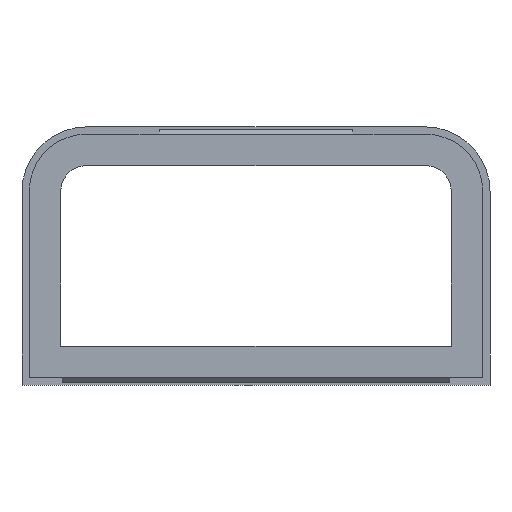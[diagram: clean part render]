
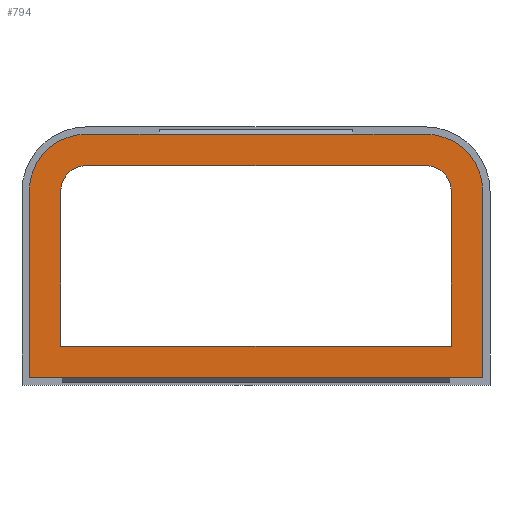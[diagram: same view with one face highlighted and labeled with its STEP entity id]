
A CAD part, front view. The second image highlights one B-rep face of the part: STEP entity #794.
In plain terms, the highlighted planar face has unit normal (0, -1, 0).
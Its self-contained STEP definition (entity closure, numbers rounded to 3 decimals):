
#11 = CARTESIAN_POINT ( 'NONE',  ( 7.5, -6.7, -37.75 ) ) ;
#18 = CARTESIAN_POINT ( 'NONE',  ( 60., -6.7, -37.75 ) ) ;
#36 = DIRECTION ( 'NONE',  ( 1., 0., 0. ) ) ;
#42 = PLANE ( 'NONE',  #363 ) ;
#54 = ORIENTED_EDGE ( 'NONE', *, *, #157, .F. ) ;
#63 = VECTOR ( 'NONE', #1413, 1000. ) ;
#102 = EDGE_CURVE ( 'NONE', #324, #394, #596, .T. ) ;
#112 = VECTOR ( 'NONE', #193, 1000. ) ;
#118 = DIRECTION ( 'NONE',  ( 0., 1., 0. ) ) ;
#128 = VERTEX_POINT ( 'NONE', #1313 ) ;
#133 = LINE ( 'NONE', #741, #846 ) ;
#135 = LINE ( 'NONE', #900, #967 ) ;
#137 = EDGE_LOOP ( 'NONE', ( #797, #1608, #475, #1237, #1341, #956 ) ) ;
#157 = EDGE_CURVE ( 'NONE', #128, #1166, #781, .T. ) ;
#168 = VECTOR ( 'NONE', #1052, 1000. ) ;
#178 = EDGE_CURVE ( 'NONE', #889, #1499, #1460, .T. ) ;
#182 = DIRECTION ( 'NONE',  ( 0., 0., -1. ) ) ;
#193 = DIRECTION ( 'NONE',  ( 0., 0., -1. ) ) ;
#225 = DIRECTION ( 'NONE',  ( 0., 0., -1. ) ) ;
#234 = EDGE_CURVE ( 'NONE', #394, #563, #291, .T. ) ;
#246 = CARTESIAN_POINT ( 'NONE',  ( 52.5, -6.7, 28. ) ) ;
#249 = CARTESIAN_POINT ( 'NONE',  ( 70.25, -6.7, -37.75 ) ) ;
#267 = VERTEX_POINT ( 'NONE', #1189 ) ;
#291 = LINE ( 'NONE', #1060, #1597 ) ;
#324 = VERTEX_POINT ( 'NONE', #592 ) ;
#326 = DIRECTION ( 'NONE',  ( -1., 0., 0. ) ) ;
#363 = AXIS2_PLACEMENT_3D ( 'NONE', #1172, #699, #809 ) ;
#372 = ORIENTED_EDGE ( 'NONE', *, *, #1525, .F. ) ;
#375 = CARTESIAN_POINT ( 'NONE',  ( -52.5, -6.7, 20. ) ) ;
#380 = CARTESIAN_POINT ( 'NONE',  ( -70.25, -6.7, 20. ) ) ;
#394 = VERTEX_POINT ( 'NONE', #249 ) ;
#414 = CARTESIAN_POINT ( 'NONE',  ( -60.5, -6.7, 20. ) ) ;
#426 = AXIS2_PLACEMENT_3D ( 'NONE', #375, #1232, #225 ) ;
#456 = EDGE_CURVE ( 'NONE', #1407, #324, #535, .T. ) ;
#475 = ORIENTED_EDGE ( 'NONE', *, *, #490, .F. ) ;
#480 = CARTESIAN_POINT ( 'NONE',  ( -60., -6.7, -37.75 ) ) ;
#482 = LINE ( 'NONE', #414, #63 ) ;
#490 = EDGE_CURVE ( 'NONE', #1025, #1595, #1292, .T. ) ;
#494 = EDGE_CURVE ( 'NONE', #817, #267, #133, .T. ) ;
#511 = CARTESIAN_POINT ( 'NONE',  ( -70.25, -6.7, -37.75 ) ) ;
#523 = VERTEX_POINT ( 'NONE', #1011 ) ;
#524 = CARTESIAN_POINT ( 'NONE',  ( -30., -6.7, 37.75 ) ) ;
#535 = CIRCLE ( 'NONE', #1192, 17.75 ) ;
#561 = EDGE_CURVE ( 'NONE', #1595, #889, #1414, .T. ) ;
#563 = VERTEX_POINT ( 'NONE', #18 ) ;
#568 = DIRECTION ( 'NONE',  ( 0., 0., 1. ) ) ;
#572 = EDGE_CURVE ( 'NONE', #563, #1567, #1036, .T. ) ;
#592 = CARTESIAN_POINT ( 'NONE',  ( 70.25, -6.7, 20. ) ) ;
#596 = LINE ( 'NONE', #947, #112 ) ;
#602 = FACE_OUTER_BOUND ( 'NONE', #1045, .T. ) ;
#614 = VECTOR ( 'NONE', #892, 1000. ) ;
#625 = CARTESIAN_POINT ( 'NONE',  ( -52.5, -6.7, 37.75 ) ) ;
#631 = VECTOR ( 'NONE', #1243, 1000. ) ;
#646 = VECTOR ( 'NONE', #568, 1000. ) ;
#656 = EDGE_CURVE ( 'NONE', #1499, #897, #884, .T. ) ;
#699 = DIRECTION ( 'NONE',  ( 0., 1., 0. ) ) ;
#712 = VECTOR ( 'NONE', #1253, 1000. ) ;
#719 = CARTESIAN_POINT ( 'NONE',  ( 60.5, -6.7, -28. ) ) ;
#726 = CARTESIAN_POINT ( 'NONE',  ( -60.5, -6.7, -28. ) ) ;
#741 = CARTESIAN_POINT ( 'NONE',  ( 7.5, -6.7, 37.75 ) ) ;
#748 = CARTESIAN_POINT ( 'NONE',  ( -60.5, -6.7, -28. ) ) ;
#767 = DIRECTION ( 'NONE',  ( 0., 0., 1. ) ) ;
#781 = LINE ( 'NONE', #819, #646 ) ;
#784 = LINE ( 'NONE', #511, #614 ) ;
#785 = EDGE_CURVE ( 'NONE', #817, #1407, #135, .T. ) ;
#794 = ADVANCED_FACE ( 'NONE', ( #602, #1216 ), #42, .F. ) ;
#797 = ORIENTED_EDGE ( 'NONE', *, *, #178, .F. ) ;
#809 = DIRECTION ( 'NONE',  ( 0., 0., 1. ) ) ;
#817 = VERTEX_POINT ( 'NONE', #1454 ) ;
#819 = CARTESIAN_POINT ( 'NONE',  ( -70.25, -6.7, 20. ) ) ;
#825 = CARTESIAN_POINT ( 'NONE',  ( -52.5, -6.7, 20. ) ) ;
#837 = CARTESIAN_POINT ( 'NONE',  ( -52.5, -6.7, 28. ) ) ;
#846 = VECTOR ( 'NONE', #870, 1000. ) ;
#862 = ORIENTED_EDGE ( 'NONE', *, *, #102, .F. ) ;
#870 = DIRECTION ( 'NONE',  ( -1., 0., 0. ) ) ;
#884 = LINE ( 'NONE', #246, #168 ) ;
#889 = VERTEX_POINT ( 'NONE', #1321 ) ;
#892 = DIRECTION ( 'NONE',  ( -1., 0., 0. ) ) ;
#897 = VERTEX_POINT ( 'NONE', #837 ) ;
#900 = CARTESIAN_POINT ( 'NONE',  ( 52.5, -6.7, 37.75 ) ) ;
#947 = CARTESIAN_POINT ( 'NONE',  ( 70.25, -6.7, -37.75 ) ) ;
#956 = ORIENTED_EDGE ( 'NONE', *, *, #656, .F. ) ;
#967 = VECTOR ( 'NONE', #36, 1000. ) ;
#994 = AXIS2_PLACEMENT_3D ( 'NONE', #1448, #1574, #182 ) ;
#1011 = CARTESIAN_POINT ( 'NONE',  ( -60.5, -6.7, 20. ) ) ;
#1014 = ORIENTED_EDGE ( 'NONE', *, *, #572, .F. ) ;
#1025 = VERTEX_POINT ( 'NONE', #726 ) ;
#1028 = DIRECTION ( 'NONE',  ( -1., 0., 0. ) ) ;
#1036 = LINE ( 'NONE', #11, #1505 ) ;
#1045 = EDGE_LOOP ( 'NONE', ( #1014, #1342, #862, #1328, #1353, #1420, #1457, #372, #54, #1218 ) ) ;
#1046 = CARTESIAN_POINT ( 'NONE',  ( 52.5, -6.7, 37.75 ) ) ;
#1052 = DIRECTION ( 'NONE',  ( -1., 0., 0. ) ) ;
#1058 = CARTESIAN_POINT ( 'NONE',  ( 52.5, -6.7, 28. ) ) ;
#1060 = CARTESIAN_POINT ( 'NONE',  ( 7.5, -6.7, -37.75 ) ) ;
#1075 = VERTEX_POINT ( 'NONE', #625 ) ;
#1112 = EDGE_CURVE ( 'NONE', #897, #523, #1233, .T. ) ;
#1166 = VERTEX_POINT ( 'NONE', #380 ) ;
#1172 = CARTESIAN_POINT ( 'NONE',  ( 7.5, -6.7, -31. ) ) ;
#1189 = CARTESIAN_POINT ( 'NONE',  ( -30., -6.7, 37.75 ) ) ;
#1192 = AXIS2_PLACEMENT_3D ( 'NONE', #1633, #118, #1231 ) ;
#1216 = FACE_BOUND ( 'NONE', #137, .T. ) ;
#1218 = ORIENTED_EDGE ( 'NONE', *, *, #1221, .F. ) ;
#1221 = EDGE_CURVE ( 'NONE', #1567, #128, #784, .T. ) ;
#1231 = DIRECTION ( 'NONE',  ( 0., 0., 1. ) ) ;
#1232 = DIRECTION ( 'NONE',  ( 0., -1., 0. ) ) ;
#1233 = CIRCLE ( 'NONE', #426, 8. ) ;
#1237 = ORIENTED_EDGE ( 'NONE', *, *, #1412, .F. ) ;
#1241 = EDGE_CURVE ( 'NONE', #1075, #267, #1379, .T. ) ;
#1243 = DIRECTION ( 'NONE',  ( 1., 0., 0. ) ) ;
#1250 = VECTOR ( 'NONE', #767, 1000. ) ;
#1253 = DIRECTION ( 'NONE',  ( 1., 0., 0. ) ) ;
#1292 = LINE ( 'NONE', #748, #631 ) ;
#1313 = CARTESIAN_POINT ( 'NONE',  ( -70.25, -6.7, -37.75 ) ) ;
#1321 = CARTESIAN_POINT ( 'NONE',  ( 60.5, -6.7, 20. ) ) ;
#1328 = ORIENTED_EDGE ( 'NONE', *, *, #456, .F. ) ;
#1341 = ORIENTED_EDGE ( 'NONE', *, *, #1112, .F. ) ;
#1342 = ORIENTED_EDGE ( 'NONE', *, *, #234, .F. ) ;
#1353 = ORIENTED_EDGE ( 'NONE', *, *, #785, .F. ) ;
#1379 = LINE ( 'NONE', #524, #712 ) ;
#1387 = CARTESIAN_POINT ( 'NONE',  ( 60.5, -6.7, -28. ) ) ;
#1407 = VERTEX_POINT ( 'NONE', #1046 ) ;
#1412 = EDGE_CURVE ( 'NONE', #523, #1025, #482, .T. ) ;
#1413 = DIRECTION ( 'NONE',  ( 0., 0., -1. ) ) ;
#1414 = LINE ( 'NONE', #1387, #1250 ) ;
#1420 = ORIENTED_EDGE ( 'NONE', *, *, #494, .T. ) ;
#1448 = CARTESIAN_POINT ( 'NONE',  ( 52.5, -6.7, 20. ) ) ;
#1454 = CARTESIAN_POINT ( 'NONE',  ( 30., -6.7, 37.75 ) ) ;
#1457 = ORIENTED_EDGE ( 'NONE', *, *, #1241, .F. ) ;
#1458 = DIRECTION ( 'NONE',  ( 0., 1., 0. ) ) ;
#1460 = CIRCLE ( 'NONE', #994, 8. ) ;
#1489 = CIRCLE ( 'NONE', #1628, 17.75 ) ;
#1499 = VERTEX_POINT ( 'NONE', #1058 ) ;
#1505 = VECTOR ( 'NONE', #1028, 1000. ) ;
#1525 = EDGE_CURVE ( 'NONE', #1166, #1075, #1489, .T. ) ;
#1567 = VERTEX_POINT ( 'NONE', #480 ) ;
#1574 = DIRECTION ( 'NONE',  ( 0., -1., 0. ) ) ;
#1590 = DIRECTION ( 'NONE',  ( 0., 0., 1. ) ) ;
#1595 = VERTEX_POINT ( 'NONE', #719 ) ;
#1597 = VECTOR ( 'NONE', #326, 1000. ) ;
#1608 = ORIENTED_EDGE ( 'NONE', *, *, #561, .F. ) ;
#1628 = AXIS2_PLACEMENT_3D ( 'NONE', #825, #1458, #1590 ) ;
#1633 = CARTESIAN_POINT ( 'NONE',  ( 52.5, -6.7, 20. ) ) ;
